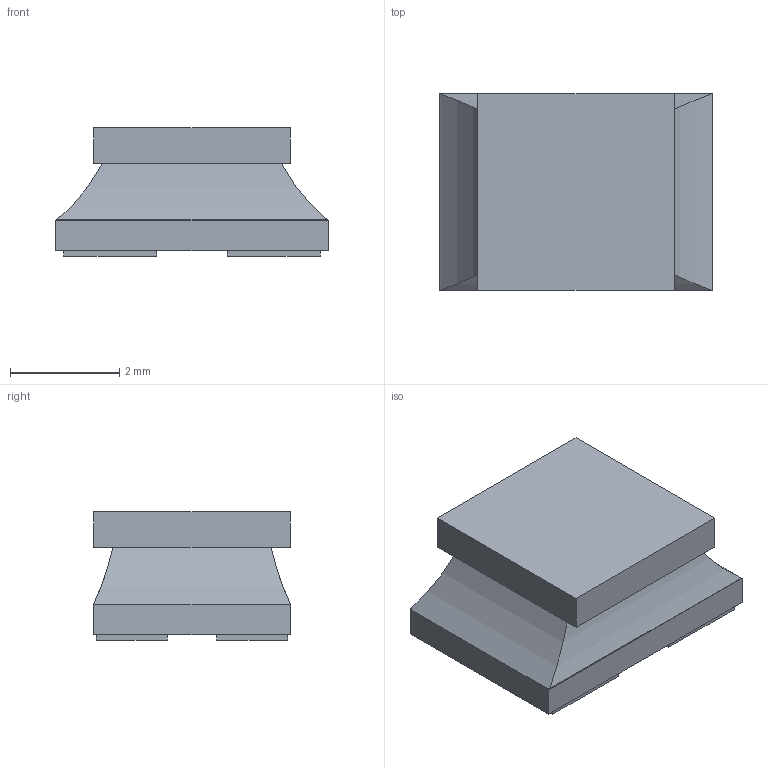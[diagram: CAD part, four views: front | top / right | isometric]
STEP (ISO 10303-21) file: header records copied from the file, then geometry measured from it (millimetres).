
FILE_DESCRIPTION(('FreeCAD Model'),'2;1');
FILE_NAME('DLW5AT_2.step','2019-11-26T10:17:31',( 'Author'),(''),'Open CASCADE STEP processor 6.8','FreeCAD','Unknown' );
FILE_SCHEMA(('AUTOMOTIVE_DESIGN_CC2 { 1 2 10303 214 -1 1 5 4 }'));
Length unit declared in the file: millimetre
Products named in the file (3): ASSEMBLY; SAMACSYS_COMPONENT_PINS; SAMACSYS_COMPONENT_BODY
Assembly tree (2 placements, depth 2):
  ASSEMBLY
    SAMACSYS_COMPONENT_PINS
    SAMACSYS_COMPONENT_BODY
Bounding box: 5 x 3.6 x 2.35 mm (x, y, z)
Volume: 32.9 mm3; surface area: 91.1 mm2
Topology: 5 solids, 5 shells, 43 faces, 92 edges, 60 vertices
Faces by surface type: plane 39, cylinder 4
Entity records: 1376 total; most frequent: CARTESIAN_POINT 358, DIRECTION 184, ORIENTED_EDGE 184, EDGE_CURVE 92, LINE 84, VECTOR 84, VERTEX_POINT 60, AXIS2_PLACEMENT_3D 50
